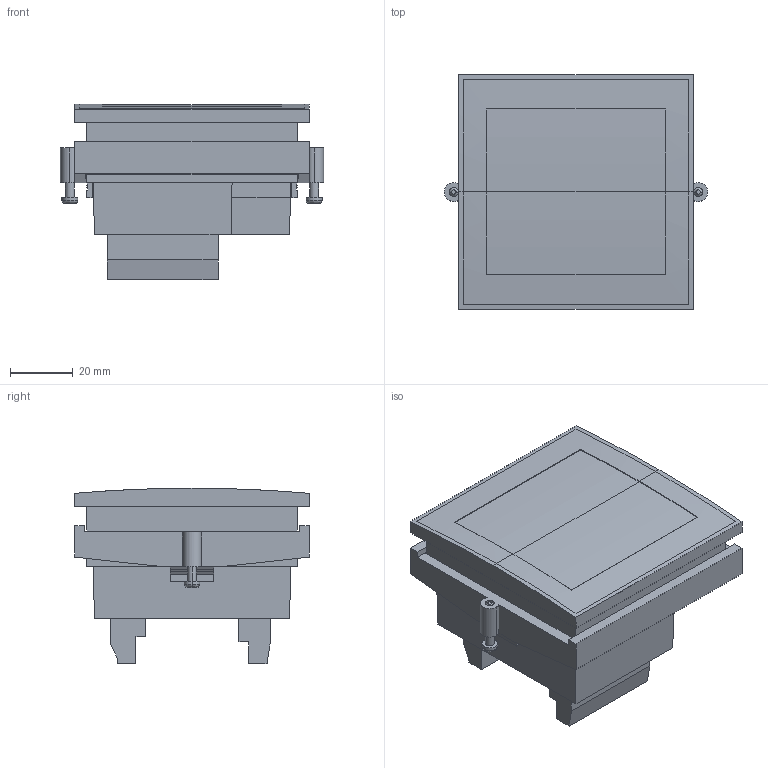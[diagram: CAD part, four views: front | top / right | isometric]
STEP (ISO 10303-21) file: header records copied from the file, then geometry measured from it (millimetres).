
FILE_DESCRIPTION (( 'STEP AP203' ), '1' );
FILE_NAME ('ADM100R-LP.step', '2021-09-29T10:34:13', ( '' ), ( '' ), 'SwSTEP 2.0', 'SolidWorks 2021', '' );
FILE_SCHEMA (( 'CONFIG_CONTROL_DESIGN' ));
Length unit declared in the file: inch
Products named in the file (1): ADM100R-LP
Bounding box: 84.1 x 75 x 56.1 mm (x, y, z)
Volume: 156748.1 mm3; surface area: 58479.5 mm2
Topology: 23 solids, 23 shells, 419 faces, 1012 edges, 661 vertices
Faces by surface type: plane 335, cylinder 76, bspline 4, cone 4
Entity records: 12265 total; most frequent: CARTESIAN_POINT 2265, DIRECTION 2028, ORIENTED_EDGE 2024, EDGE_CURVE 1012, LINE 756, VECTOR 756, VERTEX_POINT 661, AXIS2_PLACEMENT_3D 636
